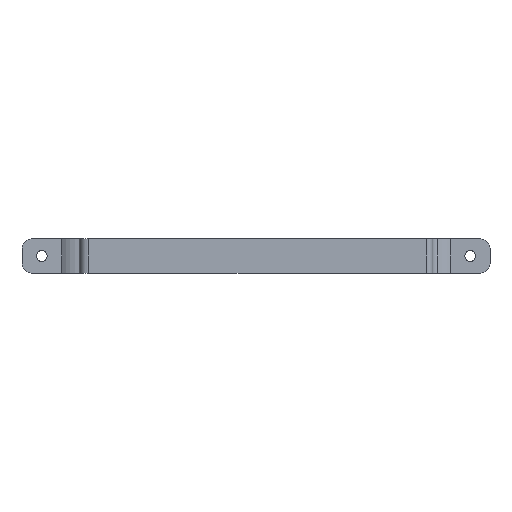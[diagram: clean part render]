
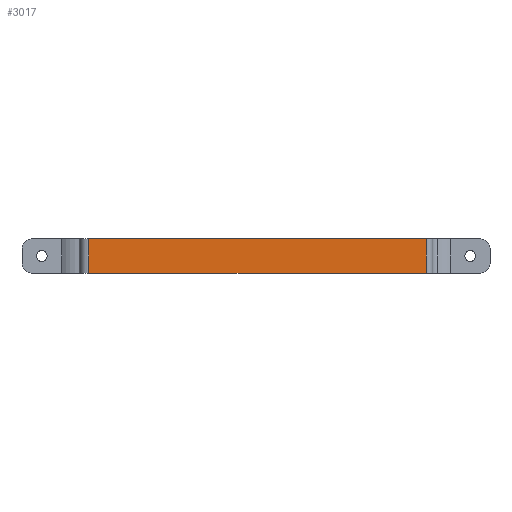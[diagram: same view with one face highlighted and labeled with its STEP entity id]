
A CAD part, left-side view. The second image highlights one B-rep face of the part: STEP entity #3017.
In plain terms, the highlighted planar face has unit normal (-1, 0, 0).
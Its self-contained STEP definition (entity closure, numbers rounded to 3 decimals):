
#103 = ORIENTED_EDGE ( 'NONE', *, *, #3388, .T. ) ;
#139 = VERTEX_POINT ( 'NONE', #508 ) ;
#142 = LINE ( 'NONE', #2951, #1654 ) ;
#302 = CARTESIAN_POINT ( 'NONE',  ( -15., 57., 11. ) ) ;
#466 = CARTESIAN_POINT ( 'NONE',  ( -15., -17., 11. ) ) ;
#491 = DIRECTION ( 'NONE',  ( 0., 1., 0. ) ) ;
#508 = CARTESIAN_POINT ( 'NONE',  ( -15., -52., 11. ) ) ;
#511 = DIRECTION ( 'NONE',  ( 0., 0., 1. ) ) ;
#605 = CARTESIAN_POINT ( 'NONE',  ( -15., -17., 11. ) ) ;
#642 = AXIS2_PLACEMENT_3D ( 'NONE', #466, #2248, #3285 ) ;
#808 = CARTESIAN_POINT ( 'NONE',  ( -15., -52., 0. ) ) ;
#839 = CARTESIAN_POINT ( 'NONE',  ( -15., -17., 0. ) ) ;
#957 = LINE ( 'NONE', #605, #4477 ) ;
#1191 = PLANE ( 'NONE',  #642 ) ;
#1315 = ORIENTED_EDGE ( 'NONE', *, *, #4411, .T. ) ;
#1383 = CARTESIAN_POINT ( 'NONE',  ( -15., 57., 0. ) ) ;
#1387 = EDGE_CURVE ( 'NONE', #3213, #3454, #2980, .T. ) ;
#1654 = VECTOR ( 'NONE', #511, 1000. ) ;
#2034 = EDGE_CURVE ( 'NONE', #4219, #3454, #4171, .T. ) ;
#2248 = DIRECTION ( 'NONE',  ( -1., 0., 0. ) ) ;
#2604 = EDGE_LOOP ( 'NONE', ( #103, #3361, #3284, #1315 ) ) ;
#2776 = CARTESIAN_POINT ( 'NONE',  ( -15., 57., 0. ) ) ;
#2951 = CARTESIAN_POINT ( 'NONE',  ( -15., -52., 11. ) ) ;
#2980 = LINE ( 'NONE', #839, #3731 ) ;
#3003 = VECTOR ( 'NONE', #3172, 1000. ) ;
#3017 = ADVANCED_FACE ( 'NONE', ( #3631 ), #1191, .T. ) ;
#3172 = DIRECTION ( 'NONE',  ( 0., 0., -1. ) ) ;
#3213 = VERTEX_POINT ( 'NONE', #808 ) ;
#3284 = ORIENTED_EDGE ( 'NONE', *, *, #1387, .F. ) ;
#3285 = DIRECTION ( 'NONE',  ( 0., 0., 1. ) ) ;
#3361 = ORIENTED_EDGE ( 'NONE', *, *, #2034, .T. ) ;
#3388 = EDGE_CURVE ( 'NONE', #139, #4219, #957, .T. ) ;
#3418 = DIRECTION ( 'NONE',  ( 0., 1., 0. ) ) ;
#3454 = VERTEX_POINT ( 'NONE', #2776 ) ;
#3631 = FACE_OUTER_BOUND ( 'NONE', #2604, .T. ) ;
#3731 = VECTOR ( 'NONE', #491, 1000. ) ;
#4171 = LINE ( 'NONE', #1383, #3003 ) ;
#4219 = VERTEX_POINT ( 'NONE', #302 ) ;
#4411 = EDGE_CURVE ( 'NONE', #3213, #139, #142, .T. ) ;
#4477 = VECTOR ( 'NONE', #3418, 1000. ) ;
